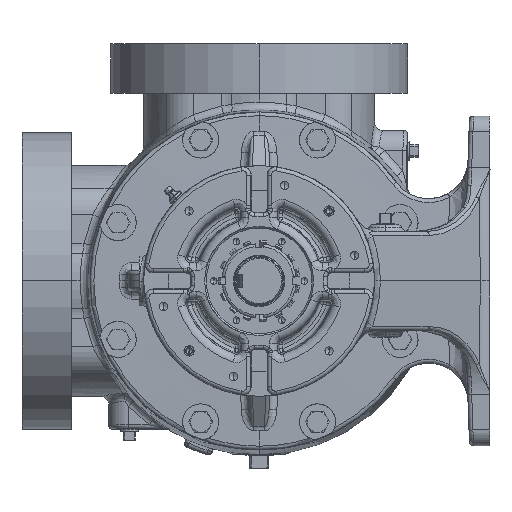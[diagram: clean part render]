
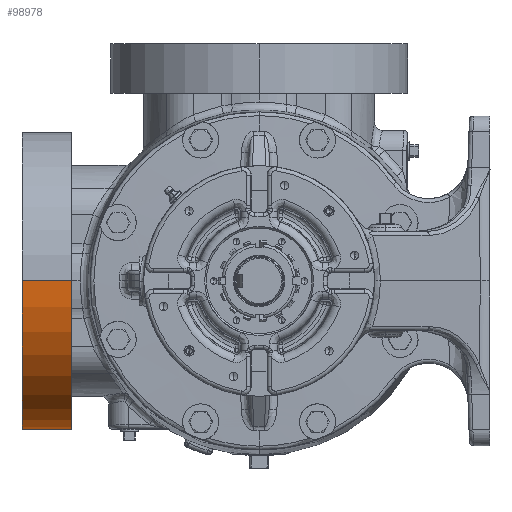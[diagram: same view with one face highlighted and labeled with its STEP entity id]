
A CAD part, left-side view. The second image highlights one B-rep face of the part: STEP entity #98978.
In plain terms, the highlighted cylindrical face has radius 114.3 mm (diameter 228.6 mm), a partial arc.
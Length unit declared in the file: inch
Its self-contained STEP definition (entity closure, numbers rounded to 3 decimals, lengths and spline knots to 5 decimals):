
#10339 = VECTOR ( 'NONE', #287732, 39.37008 ) ;
#29459 = CARTESIAN_POINT ( 'NONE',  ( 0.013, 7.1875, 0. ) ) ;
#47429 = AXIS2_PLACEMENT_3D ( 'NONE', #85892, #246184, #287379 ) ;
#49465 = CYLINDRICAL_SURFACE ( 'NONE', #229775, 4.5 ) ;
#56020 = CIRCLE ( 'NONE', #121467, 4.5 ) ;
#56645 = CARTESIAN_POINT ( 'NONE',  ( 4.513, 5.33867, 0. ) ) ;
#59214 = VERTEX_POINT ( 'NONE', #144743 ) ;
#65661 = VECTOR ( 'NONE', #92958, 39.37008 ) ;
#67316 = ORIENTED_EDGE ( 'NONE', *, *, #130029, .F. ) ;
#77657 = VERTEX_POINT ( 'NONE', #203992 ) ;
#81461 = VERTEX_POINT ( 'NONE', #29459 ) ;
#85892 = CARTESIAN_POINT ( 'NONE',  ( 4.513, 7.1875, 0. ) ) ;
#88129 = ORIENTED_EDGE ( 'NONE', *, *, #108905, .T. ) ;
#92958 = DIRECTION ( 'NONE',  ( 0., -1., 0. ) ) ;
#97730 = DIRECTION ( 'NONE',  ( 0., -1., 0. ) ) ;
#98978 = ADVANCED_FACE ( 'NONE', ( #160987 ), #49465, .T. ) ;
#101416 = ORIENTED_EDGE ( 'NONE', *, *, #181008, .F. ) ;
#108905 = EDGE_CURVE ( 'NONE', #81461, #119783, #183317, .T. ) ;
#119783 = VERTEX_POINT ( 'NONE', #146194 ) ;
#121125 = DIRECTION ( 'NONE',  ( -1., 0., 0. ) ) ;
#121467 = AXIS2_PLACEMENT_3D ( 'NONE', #234454, #97730, #165377 ) ;
#128365 = EDGE_CURVE ( 'NONE', #119783, #77657, #204754, .T. ) ;
#130029 = EDGE_CURVE ( 'NONE', #81461, #59214, #283398, .T. ) ;
#144743 = CARTESIAN_POINT ( 'NONE',  ( 0.013, 5.6875, 0. ) ) ;
#146194 = CARTESIAN_POINT ( 'NONE',  ( 9.013, 7.1875, 0. ) ) ;
#147984 = CARTESIAN_POINT ( 'NONE',  ( 0.013, 5.33867, 0. ) ) ;
#160987 = FACE_OUTER_BOUND ( 'NONE', #181125, .T. ) ;
#165377 = DIRECTION ( 'NONE',  ( -1., 0., 0. ) ) ;
#181008 = EDGE_CURVE ( 'NONE', #59214, #77657, #56020, .T. ) ;
#181125 = EDGE_LOOP ( 'NONE', ( #88129, #257953, #101416, #67316 ) ) ;
#183317 = CIRCLE ( 'NONE', #47429, 4.5 ) ;
#203992 = CARTESIAN_POINT ( 'NONE',  ( 9.013, 5.6875, 0. ) ) ;
#204754 = LINE ( 'NONE', #275440, #65661 ) ;
#229775 = AXIS2_PLACEMENT_3D ( 'NONE', #56645, #281492, #121125 ) ;
#234454 = CARTESIAN_POINT ( 'NONE',  ( 4.513, 5.6875, 0. ) ) ;
#246184 = DIRECTION ( 'NONE',  ( 0., -1., 0. ) ) ;
#257953 = ORIENTED_EDGE ( 'NONE', *, *, #128365, .T. ) ;
#275440 = CARTESIAN_POINT ( 'NONE',  ( 9.013, 5.33867, 0. ) ) ;
#281492 = DIRECTION ( 'NONE',  ( 0., -1., 0. ) ) ;
#283398 = LINE ( 'NONE', #147984, #10339 ) ;
#287379 = DIRECTION ( 'NONE',  ( -1., 0., 0. ) ) ;
#287732 = DIRECTION ( 'NONE',  ( 0., -1., 0. ) ) ;
